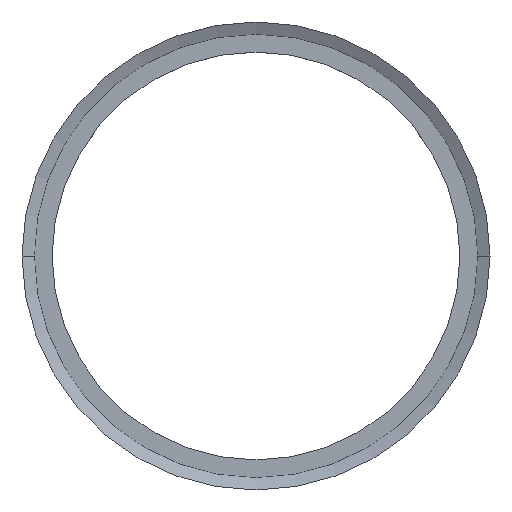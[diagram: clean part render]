
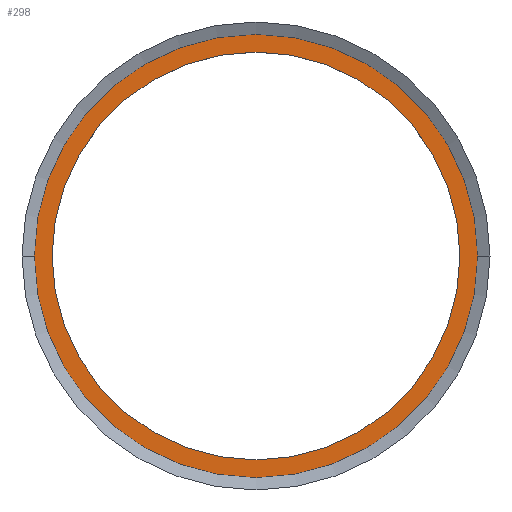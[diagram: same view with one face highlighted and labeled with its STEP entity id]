
A CAD part, top view. The second image highlights one B-rep face of the part: STEP entity #298.
In plain terms, the highlighted planar face has unit normal (0, 0, 1).
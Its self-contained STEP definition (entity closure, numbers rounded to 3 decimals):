
#5 = CARTESIAN_POINT ( 'NONE',  ( 39.055, 0., -1. ) ) ;
#17 = CARTESIAN_POINT ( 'NONE',  ( 0., 0., -1. ) ) ;
#21 = AXIS2_PLACEMENT_3D ( 'NONE', #200, #60, #228 ) ;
#24 = CARTESIAN_POINT ( 'NONE',  ( 35.9, 0., -1. ) ) ;
#28 = PLANE ( 'NONE',  #90 ) ;
#35 = AXIS2_PLACEMENT_3D ( 'NONE', #17, #175, #40 ) ;
#37 = CARTESIAN_POINT ( 'NONE',  ( 0., 0., -1. ) ) ;
#40 = DIRECTION ( 'NONE',  ( 1., 0., 0. ) ) ;
#60 = DIRECTION ( 'NONE',  ( 0., 0., 1. ) ) ;
#66 = CIRCLE ( 'NONE', #302, 39.055 ) ;
#68 = FACE_OUTER_BOUND ( 'NONE', #204, .T. ) ;
#70 = EDGE_LOOP ( 'NONE', ( #291, #134 ) ) ;
#74 = EDGE_CURVE ( 'NONE', #263, #256, #66, .T. ) ;
#82 = DIRECTION ( 'NONE',  ( 1., 0., 0. ) ) ;
#86 = ORIENTED_EDGE ( 'NONE', *, *, #103, .T. ) ;
#90 = AXIS2_PLACEMENT_3D ( 'NONE', #97, #273, #122 ) ;
#97 = CARTESIAN_POINT ( 'NONE',  ( -35.9, 0., -1. ) ) ;
#103 = EDGE_CURVE ( 'NONE', #256, #263, #306, .T. ) ;
#106 = CIRCLE ( 'NONE', #35, 35.9 ) ;
#120 = EDGE_CURVE ( 'NONE', #149, #239, #106, .T. ) ;
#122 = DIRECTION ( 'NONE',  ( -1., 0., 0. ) ) ;
#133 = FACE_BOUND ( 'NONE', #70, .T. ) ;
#134 = ORIENTED_EDGE ( 'NONE', *, *, #120, .F. ) ;
#144 = AXIS2_PLACEMENT_3D ( 'NONE', #304, #285, #312 ) ;
#149 = VERTEX_POINT ( 'NONE', #159 ) ;
#159 = CARTESIAN_POINT ( 'NONE',  ( -35.9, 0., -1. ) ) ;
#163 = EDGE_CURVE ( 'NONE', #239, #149, #225, .T. ) ;
#171 = DIRECTION ( 'NONE',  ( 0., 0., 1. ) ) ;
#175 = DIRECTION ( 'NONE',  ( 0., 0., 1. ) ) ;
#200 = CARTESIAN_POINT ( 'NONE',  ( 0., 0., -1. ) ) ;
#204 = EDGE_LOOP ( 'NONE', ( #222, #86 ) ) ;
#210 = CARTESIAN_POINT ( 'NONE',  ( -39.055, 0., -1. ) ) ;
#222 = ORIENTED_EDGE ( 'NONE', *, *, #74, .T. ) ;
#225 = CIRCLE ( 'NONE', #144, 35.9 ) ;
#228 = DIRECTION ( 'NONE',  ( 1., 0., 0. ) ) ;
#239 = VERTEX_POINT ( 'NONE', #24 ) ;
#256 = VERTEX_POINT ( 'NONE', #210 ) ;
#263 = VERTEX_POINT ( 'NONE', #5 ) ;
#273 = DIRECTION ( 'NONE',  ( 0., 0., -1. ) ) ;
#285 = DIRECTION ( 'NONE',  ( 0., 0., 1. ) ) ;
#291 = ORIENTED_EDGE ( 'NONE', *, *, #163, .F. ) ;
#298 = ADVANCED_FACE ( 'NONE', ( #133, #68 ), #28, .F. ) ;
#302 = AXIS2_PLACEMENT_3D ( 'NONE', #37, #171, #82 ) ;
#304 = CARTESIAN_POINT ( 'NONE',  ( 0., 0., -1. ) ) ;
#306 = CIRCLE ( 'NONE', #21, 39.055 ) ;
#312 = DIRECTION ( 'NONE',  ( 1., 0., 0. ) ) ;
